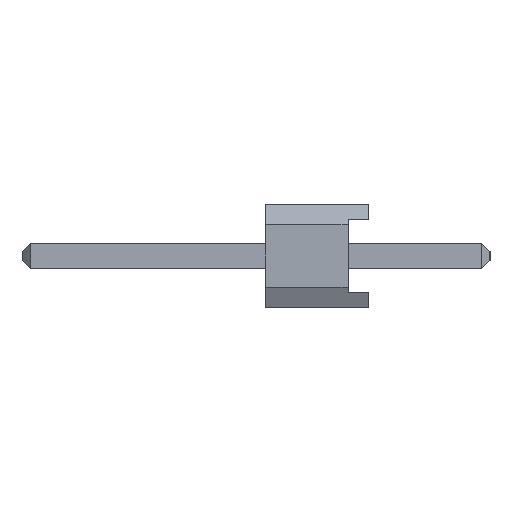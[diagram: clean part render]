
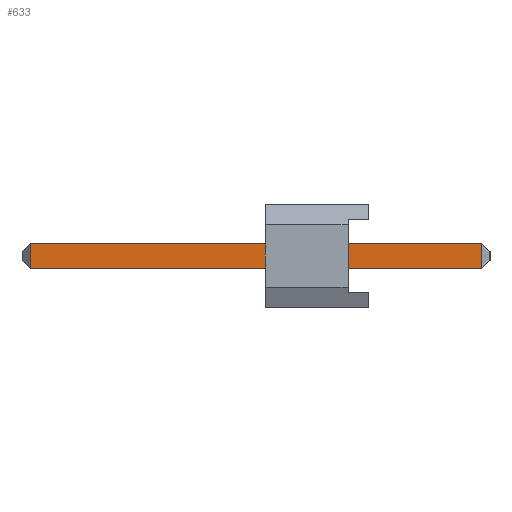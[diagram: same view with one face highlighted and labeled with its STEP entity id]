
A CAD part, left-side view. The second image highlights one B-rep face of the part: STEP entity #633.
In plain terms, the highlighted face is planar.
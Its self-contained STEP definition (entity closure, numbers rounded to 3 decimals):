
#107=FACE_OUTER_BOUND('',#139,.T.);
#139=EDGE_LOOP('',(#467,#468,#469,#470));
#168=LINE('',#971,#244);
#185=LINE('',#1006,#261);
#186=LINE('',#1008,#262);
#187=LINE('',#1009,#263);
#244=VECTOR('',#785,1000.);
#261=VECTOR('',#814,1000.);
#262=VECTOR('',#815,1000.);
#263=VECTOR('',#816,1000.);
#320=VERTEX_POINT('',#968);
#321=VERTEX_POINT('',#970);
#333=VERTEX_POINT('',#1005);
#334=VERTEX_POINT('',#1007);
#368=EDGE_CURVE('',#321,#320,#168,.T.);
#385=EDGE_CURVE('',#321,#333,#185,.T.);
#386=EDGE_CURVE('',#320,#334,#186,.T.);
#387=EDGE_CURVE('',#334,#333,#187,.T.);
#467=ORIENTED_EDGE('',*,*,#385,.F.);
#468=ORIENTED_EDGE('',*,*,#368,.T.);
#469=ORIENTED_EDGE('',*,*,#386,.T.);
#470=ORIENTED_EDGE('',*,*,#387,.T.);
#601=PLANE('',#731);
#633=ADVANCED_FACE('',(#107),#601,.F.);
#731=AXIS2_PLACEMENT_3D('',#1004,#812,#813);
#785=DIRECTION('',(0.,1.,0.));
#812=DIRECTION('center_axis',(-1.,0.,0.));
#813=DIRECTION('ref_axis',(0.,0.,1.));
#814=DIRECTION('',(0.,0.,1.));
#815=DIRECTION('',(0.,0.,1.));
#816=DIRECTION('',(0.,-1.,0.));
#968=CARTESIAN_POINT('',(0.32,0.32,-5.57));
#970=CARTESIAN_POINT('',(0.32,-0.32,-5.57));
#971=CARTESIAN_POINT('',(0.32,-0.32,-5.57));
#1004=CARTESIAN_POINT('Origin',(0.32,-0.32,-5.77));
#1005=CARTESIAN_POINT('',(0.32,-0.32,5.57));
#1006=CARTESIAN_POINT('',(0.32,-0.32,-5.77));
#1007=CARTESIAN_POINT('',(0.32,0.32,5.57));
#1008=CARTESIAN_POINT('',(0.32,0.32,-5.77));
#1009=CARTESIAN_POINT('',(0.32,-0.32,5.57));
